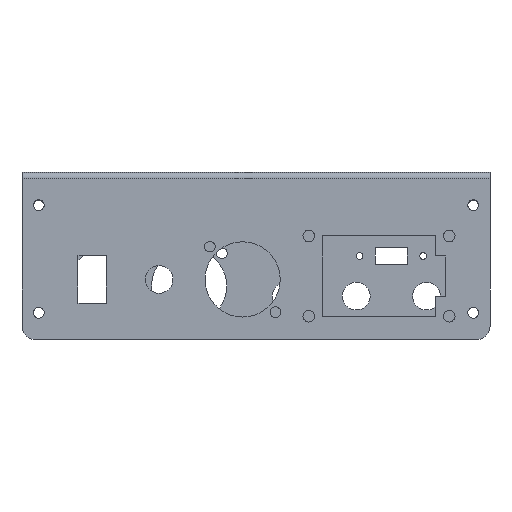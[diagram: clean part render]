
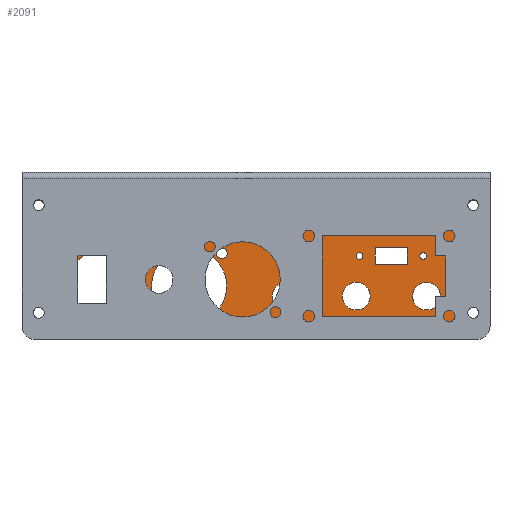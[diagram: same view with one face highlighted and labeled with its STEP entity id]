
A CAD part, front view. The second image highlights one B-rep face of the part: STEP entity #2091.
In plain terms, the highlighted planar face has unit normal (0, -1, 0).
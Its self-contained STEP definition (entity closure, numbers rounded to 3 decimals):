
#19=FACE_BOUND('',#285,.T.);
#20=FACE_BOUND('',#286,.T.);
#21=FACE_BOUND('',#287,.T.);
#22=FACE_BOUND('',#288,.T.);
#23=FACE_BOUND('',#289,.T.);
#24=FACE_BOUND('',#290,.T.);
#25=FACE_BOUND('',#291,.T.);
#26=FACE_BOUND('',#292,.T.);
#27=FACE_BOUND('',#293,.T.);
#28=FACE_BOUND('',#294,.T.);
#29=FACE_BOUND('',#295,.T.);
#30=FACE_BOUND('',#296,.T.);
#31=FACE_BOUND('',#297,.T.);
#32=FACE_BOUND('',#298,.T.);
#33=FACE_BOUND('',#299,.T.);
#34=FACE_BOUND('',#300,.T.);
#114=PLANE('',#2217);
#179=FACE_OUTER_BOUND('',#284,.T.);
#284=EDGE_LOOP('',(#1486,#1487,#1488,#1489,#1490,#1491));
#285=EDGE_LOOP('',(#1492));
#286=EDGE_LOOP('',(#1493));
#287=EDGE_LOOP('',(#1494,#1495,#1496,#1497));
#288=EDGE_LOOP('',(#1498));
#289=EDGE_LOOP('',(#1499));
#290=EDGE_LOOP('',(#1500));
#291=EDGE_LOOP('',(#1501));
#292=EDGE_LOOP('',(#1502));
#293=EDGE_LOOP('',(#1503));
#294=EDGE_LOOP('',(#1504));
#295=EDGE_LOOP('',(#1505));
#296=EDGE_LOOP('',(#1506));
#297=EDGE_LOOP('',(#1507));
#298=EDGE_LOOP('',(#1508));
#299=EDGE_LOOP('',(#1509));
#300=EDGE_LOOP('',(#1510));
#473=LINE('',#3007,#680);
#477=LINE('',#3015,#684);
#480=LINE('',#3021,#687);
#483=LINE('',#3026,#690);
#487=LINE('',#3039,#694);
#490=LINE('',#3045,#697);
#491=LINE('',#3049,#698);
#492=LINE('',#3050,#699);
#680=VECTOR('',#2415,10.);
#684=VECTOR('',#2421,10.);
#687=VECTOR('',#2426,10.);
#690=VECTOR('',#2431,10.);
#694=VECTOR('',#2443,1.211);
#697=VECTOR('',#2448,10.);
#698=VECTOR('',#2451,1.211);
#699=VECTOR('',#2452,10.);
#886=CIRCLE('',#2205,1.);
#888=CIRCLE('',#2208,1.);
#890=CIRCLE('',#2215,4.);
#891=CIRCLE('',#2218,4.);
#892=CIRCLE('',#2219,11.25);
#893=CIRCLE('',#2220,11.25);
#894=CIRCLE('',#2221,1.6);
#895=CIRCLE('',#2222,1.6);
#896=CIRCLE('',#2223,1.6);
#897=CIRCLE('',#2224,1.6);
#898=CIRCLE('',#2225,4.15);
#899=CIRCLE('',#2226,4.15);
#900=CIRCLE('',#2227,4.15);
#901=CIRCLE('',#2228,1.625);
#902=CIRCLE('',#2229,1.625);
#903=CIRCLE('',#2230,1.625);
#904=CIRCLE('',#2231,1.625);
#972=VERTEX_POINT('',#2995);
#974=VERTEX_POINT('',#3001);
#975=VERTEX_POINT('',#3005);
#976=VERTEX_POINT('',#3006);
#979=VERTEX_POINT('',#3014);
#981=VERTEX_POINT('',#3020);
#985=VERTEX_POINT('',#3032);
#986=VERTEX_POINT('',#3034);
#987=VERTEX_POINT('',#3038);
#989=VERTEX_POINT('',#3044);
#990=VERTEX_POINT('',#3046);
#991=VERTEX_POINT('',#3048);
#992=VERTEX_POINT('',#3051);
#993=VERTEX_POINT('',#3053);
#994=VERTEX_POINT('',#3055);
#995=VERTEX_POINT('',#3057);
#996=VERTEX_POINT('',#3059);
#997=VERTEX_POINT('',#3061);
#998=VERTEX_POINT('',#3063);
#999=VERTEX_POINT('',#3065);
#1000=VERTEX_POINT('',#3067);
#1001=VERTEX_POINT('',#3069);
#1002=VERTEX_POINT('',#3071);
#1003=VERTEX_POINT('',#3073);
#1004=VERTEX_POINT('',#3075);
#1163=EDGE_CURVE('',#972,#972,#886,.T.);
#1166=EDGE_CURVE('',#974,#974,#888,.T.);
#1167=EDGE_CURVE('',#975,#976,#473,.T.);
#1171=EDGE_CURVE('',#976,#979,#477,.T.);
#1174=EDGE_CURVE('',#979,#981,#480,.T.);
#1177=EDGE_CURVE('',#981,#975,#483,.T.);
#1181=EDGE_CURVE('',#985,#986,#890,.T.);
#1183=EDGE_CURVE('',#986,#987,#487,.T.);
#1186=EDGE_CURVE('',#985,#989,#490,.T.);
#1187=EDGE_CURVE('',#990,#989,#891,.T.);
#1188=EDGE_CURVE('',#990,#991,#491,.T.);
#1189=EDGE_CURVE('',#991,#987,#492,.T.);
#1190=EDGE_CURVE('',#992,#992,#892,.T.);
#1191=EDGE_CURVE('',#993,#993,#893,.T.);
#1192=EDGE_CURVE('',#994,#994,#894,.T.);
#1193=EDGE_CURVE('',#995,#995,#895,.T.);
#1194=EDGE_CURVE('',#996,#996,#896,.T.);
#1195=EDGE_CURVE('',#997,#997,#897,.T.);
#1196=EDGE_CURVE('',#998,#998,#898,.T.);
#1197=EDGE_CURVE('',#999,#999,#899,.T.);
#1198=EDGE_CURVE('',#1000,#1000,#900,.T.);
#1199=EDGE_CURVE('',#1001,#1001,#901,.T.);
#1200=EDGE_CURVE('',#1002,#1002,#902,.T.);
#1201=EDGE_CURVE('',#1003,#1003,#903,.T.);
#1202=EDGE_CURVE('',#1004,#1004,#904,.T.);
#1486=ORIENTED_EDGE('',*,*,#1181,.F.);
#1487=ORIENTED_EDGE('',*,*,#1186,.T.);
#1488=ORIENTED_EDGE('',*,*,#1187,.F.);
#1489=ORIENTED_EDGE('',*,*,#1188,.T.);
#1490=ORIENTED_EDGE('',*,*,#1189,.T.);
#1491=ORIENTED_EDGE('',*,*,#1183,.F.);
#1492=ORIENTED_EDGE('',*,*,#1163,.T.);
#1493=ORIENTED_EDGE('',*,*,#1166,.T.);
#1494=ORIENTED_EDGE('',*,*,#1167,.T.);
#1495=ORIENTED_EDGE('',*,*,#1171,.T.);
#1496=ORIENTED_EDGE('',*,*,#1174,.T.);
#1497=ORIENTED_EDGE('',*,*,#1177,.T.);
#1498=ORIENTED_EDGE('',*,*,#1190,.T.);
#1499=ORIENTED_EDGE('',*,*,#1191,.T.);
#1500=ORIENTED_EDGE('',*,*,#1192,.T.);
#1501=ORIENTED_EDGE('',*,*,#1193,.T.);
#1502=ORIENTED_EDGE('',*,*,#1194,.T.);
#1503=ORIENTED_EDGE('',*,*,#1195,.T.);
#1504=ORIENTED_EDGE('',*,*,#1196,.T.);
#1505=ORIENTED_EDGE('',*,*,#1197,.T.);
#1506=ORIENTED_EDGE('',*,*,#1198,.T.);
#1507=ORIENTED_EDGE('',*,*,#1199,.T.);
#1508=ORIENTED_EDGE('',*,*,#1200,.T.);
#1509=ORIENTED_EDGE('',*,*,#1201,.T.);
#1510=ORIENTED_EDGE('',*,*,#1202,.T.);
#2091=ADVANCED_FACE('',(#179,#19,#20,#21,#22,#23,#24,#25,#26,#27,#28,#29,
#30,#31,#32,#33,#34),#114,.F.);
#2205=AXIS2_PLACEMENT_3D('',#2997,#2404,#2405);
#2208=AXIS2_PLACEMENT_3D('',#3003,#2411,#2412);
#2215=AXIS2_PLACEMENT_3D('',#3035,#2438,#2439);
#2217=AXIS2_PLACEMENT_3D('',#3043,#2446,#2447);
#2218=AXIS2_PLACEMENT_3D('',#3047,#2449,#2450);
#2219=AXIS2_PLACEMENT_3D('',#3052,#2453,#2454);
#2220=AXIS2_PLACEMENT_3D('',#3054,#2455,#2456);
#2221=AXIS2_PLACEMENT_3D('',#3056,#2457,#2458);
#2222=AXIS2_PLACEMENT_3D('',#3058,#2459,#2460);
#2223=AXIS2_PLACEMENT_3D('',#3060,#2461,#2462);
#2224=AXIS2_PLACEMENT_3D('',#3062,#2463,#2464);
#2225=AXIS2_PLACEMENT_3D('',#3064,#2465,#2466);
#2226=AXIS2_PLACEMENT_3D('',#3066,#2467,#2468);
#2227=AXIS2_PLACEMENT_3D('',#3068,#2469,#2470);
#2228=AXIS2_PLACEMENT_3D('',#3070,#2471,#2472);
#2229=AXIS2_PLACEMENT_3D('',#3072,#2473,#2474);
#2230=AXIS2_PLACEMENT_3D('',#3074,#2475,#2476);
#2231=AXIS2_PLACEMENT_3D('',#3076,#2477,#2478);
#2404=DIRECTION('center_axis',(0.,1.,0.));
#2405=DIRECTION('ref_axis',(1.,0.,0.));
#2411=DIRECTION('center_axis',(0.,1.,0.));
#2412=DIRECTION('ref_axis',(1.,0.,0.));
#2415=DIRECTION('',(0.,0.,-1.));
#2421=DIRECTION('',(-1.,0.,0.));
#2426=DIRECTION('',(0.,0.,1.));
#2431=DIRECTION('',(1.,0.,0.));
#2438=DIRECTION('center_axis',(0.,1.,0.));
#2439=DIRECTION('ref_axis',(-0.707,0.,-0.707));
#2443=DIRECTION('',(0.,0.,1.));
#2446=DIRECTION('center_axis',(0.,1.,0.));
#2447=DIRECTION('ref_axis',(0.,0.,1.));
#2448=DIRECTION('',(1.,0.,0.));
#2449=DIRECTION('center_axis',(0.,1.,0.));
#2450=DIRECTION('ref_axis',(0.707,0.,-0.707));
#2451=DIRECTION('',(0.,0.,1.));
#2452=DIRECTION('',(-1.,0.,0.));
#2453=DIRECTION('center_axis',(0.,1.,0.));
#2454=DIRECTION('ref_axis',(1.,0.,0.));
#2455=DIRECTION('center_axis',(0.,1.,0.));
#2456=DIRECTION('ref_axis',(1.,0.,0.));
#2457=DIRECTION('center_axis',(0.,1.,0.));
#2458=DIRECTION('ref_axis',(1.,0.,0.));
#2459=DIRECTION('center_axis',(0.,1.,0.));
#2460=DIRECTION('ref_axis',(1.,0.,0.));
#2461=DIRECTION('center_axis',(0.,1.,0.));
#2462=DIRECTION('ref_axis',(1.,0.,0.));
#2463=DIRECTION('center_axis',(0.,1.,0.));
#2464=DIRECTION('ref_axis',(1.,0.,0.));
#2465=DIRECTION('center_axis',(0.,1.,0.));
#2466=DIRECTION('ref_axis',(1.,0.,0.));
#2467=DIRECTION('center_axis',(0.,1.,0.));
#2468=DIRECTION('ref_axis',(1.,0.,0.));
#2469=DIRECTION('center_axis',(0.,1.,0.));
#2470=DIRECTION('ref_axis',(1.,0.,0.));
#2471=DIRECTION('center_axis',(0.,1.,0.));
#2472=DIRECTION('ref_axis',(1.,0.,0.));
#2473=DIRECTION('center_axis',(0.,1.,0.));
#2474=DIRECTION('ref_axis',(1.,0.,0.));
#2475=DIRECTION('center_axis',(0.,1.,0.));
#2476=DIRECTION('ref_axis',(1.,0.,0.));
#2477=DIRECTION('center_axis',(0.,1.,0.));
#2478=DIRECTION('ref_axis',(1.,0.,0.));
#2995=CARTESIAN_POINT('',(119.,83.5,-23.98));
#2997=CARTESIAN_POINT('Origin',(120.,83.5,-23.98));
#3001=CARTESIAN_POINT('',(100.,83.5,-23.98));
#3003=CARTESIAN_POINT('Origin',(101.,83.5,-23.98));
#3005=CARTESIAN_POINT('',(115.3,83.5,-21.58));
#3006=CARTESIAN_POINT('',(115.3,83.5,-26.38));
#3007=CARTESIAN_POINT('',(115.3,83.5,7.874));
#3014=CARTESIAN_POINT('',(105.7,83.5,-26.38));
#3015=CARTESIAN_POINT('',(87.85,83.5,-26.38));
#3020=CARTESIAN_POINT('',(105.7,83.5,-21.58));
#3021=CARTESIAN_POINT('',(105.7,83.5,10.274));
#3026=CARTESIAN_POINT('',(92.65,83.5,-21.58));
#3032=CARTESIAN_POINT('',(4.,83.5,-48.98));
#3034=CARTESIAN_POINT('',(0.,83.5,-44.98));
#3035=CARTESIAN_POINT('Origin',(4.,83.5,-44.98));
#3038=CARTESIAN_POINT('',(0.,83.5,-0.762));
#3039=CARTESIAN_POINT('',(0.,83.5,3.042));
#3043=CARTESIAN_POINT('Origin',(70.,83.5,42.128));
#3044=CARTESIAN_POINT('',(136.,83.5,-48.98));
#3045=CARTESIAN_POINT('',(0.,83.5,-48.98));
#3046=CARTESIAN_POINT('',(140.,83.5,-44.98));
#3047=CARTESIAN_POINT('Origin',(136.,83.5,-44.98));
#3048=CARTESIAN_POINT('',(140.,83.5,-0.762));
#3049=CARTESIAN_POINT('',(140.,83.5,3.042));
#3050=CARTESIAN_POINT('',(70.,83.5,-0.762));
#3051=CARTESIAN_POINT('',(38.75,83.5,-32.98));
#3052=CARTESIAN_POINT('Origin',(50.,83.5,-32.98));
#3053=CARTESIAN_POINT('',(13.75,83.5,-32.98));
#3054=CARTESIAN_POINT('Origin',(25.,83.5,-32.98));
#3055=CARTESIAN_POINT('',(33.2,83.5,-23.18));
#3056=CARTESIAN_POINT('Origin',(34.8,83.5,-23.18));
#3057=CARTESIAN_POINT('',(58.2,83.5,-23.18));
#3058=CARTESIAN_POINT('Origin',(59.8,83.5,-23.18));
#3059=CARTESIAN_POINT('',(38.6,83.5,-42.78));
#3060=CARTESIAN_POINT('Origin',(40.2,83.5,-42.78));
#3061=CARTESIAN_POINT('',(13.6,83.5,-42.78));
#3062=CARTESIAN_POINT('Origin',(15.2,83.5,-42.78));
#3063=CARTESIAN_POINT('',(74.85,83.5,-35.98));
#3064=CARTESIAN_POINT('Origin',(79.,83.5,-35.98));
#3065=CARTESIAN_POINT('',(116.85,83.5,-35.98));
#3066=CARTESIAN_POINT('Origin',(121.,83.5,-35.98));
#3067=CARTESIAN_POINT('',(95.85,83.5,-35.98));
#3068=CARTESIAN_POINT('Origin',(100.,83.5,-35.98));
#3069=CARTESIAN_POINT('',(3.375,83.5,-40.98));
#3070=CARTESIAN_POINT('Origin',(5.,83.5,-40.98));
#3071=CARTESIAN_POINT('',(133.375,83.5,-8.98));
#3072=CARTESIAN_POINT('Origin',(135.,83.5,-8.98));
#3073=CARTESIAN_POINT('',(3.375,83.5,-8.98));
#3074=CARTESIAN_POINT('Origin',(5.,83.5,-8.98));
#3075=CARTESIAN_POINT('',(133.375,83.5,-40.98));
#3076=CARTESIAN_POINT('Origin',(135.,83.5,-40.98));
